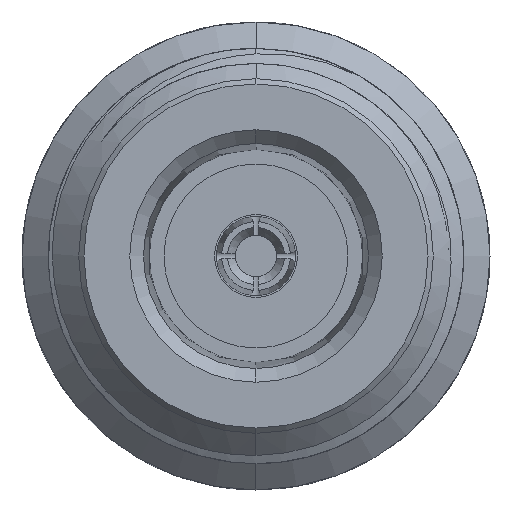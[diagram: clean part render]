
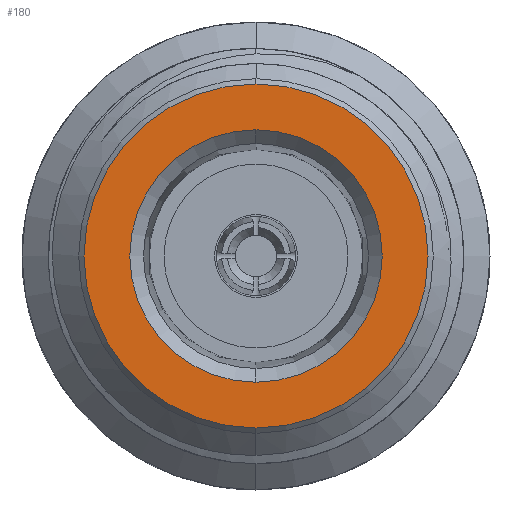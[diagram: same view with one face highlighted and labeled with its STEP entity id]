
A CAD part, left-side view. The second image highlights one B-rep face of the part: STEP entity #180.
In plain terms, the highlighted planar face has unit normal (-1, 0, 0).
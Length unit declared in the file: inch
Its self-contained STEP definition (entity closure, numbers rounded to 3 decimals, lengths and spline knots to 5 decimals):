
#180 = ADVANCED_FACE ( 'NONE', ( #1034, #1068 ), #1600, .T. ) ;
#200 = AXIS2_PLACEMENT_3D ( 'NONE', #5042, #2937, #5426 ) ;
#230 = AXIS2_PLACEMENT_3D ( 'NONE', #5230, #1312, #2740 ) ;
#509 = ORIENTED_EDGE ( 'NONE', *, *, #4331, .T. ) ;
#736 = AXIS2_PLACEMENT_3D ( 'NONE', #1928, #3790, #1362 ) ;
#945 = ORIENTED_EDGE ( 'NONE', *, *, #2524, .T. ) ;
#962 = EDGE_CURVE ( 'NONE', #2224, #5288, #1938, .T. ) ;
#1034 = FACE_BOUND ( 'NONE', #4386, .T. ) ;
#1068 = FACE_OUTER_BOUND ( 'NONE', #3239, .T. ) ;
#1154 = DIRECTION ( 'NONE',  ( 1., 0., 0. ) ) ;
#1215 = DIRECTION ( 'NONE',  ( 0., 0., 1. ) ) ;
#1312 = DIRECTION ( 'NONE',  ( -1., 0., 0. ) ) ;
#1362 = DIRECTION ( 'NONE',  ( 0., 0., 1. ) ) ;
#1600 = PLANE ( 'NONE',  #5529 ) ;
#1928 = CARTESIAN_POINT ( 'NONE',  ( 0., 0., 0. ) ) ;
#1938 = CIRCLE ( 'NONE', #200, 0.25805 ) ;
#2159 = CARTESIAN_POINT ( 'NONE',  ( 0., 0., -0.25805 ) ) ;
#2164 = CARTESIAN_POINT ( 'NONE',  ( 0., 0., 0. ) ) ;
#2224 = VERTEX_POINT ( 'NONE', #2159 ) ;
#2356 = VERTEX_POINT ( 'NONE', #3340 ) ;
#2457 = CIRCLE ( 'NONE', #736, 0.18936 ) ;
#2524 = EDGE_CURVE ( 'NONE', #2356, #2662, #2457, .T. ) ;
#2662 = VERTEX_POINT ( 'NONE', #5020 ) ;
#2740 = DIRECTION ( 'NONE',  ( 0., 0., 1. ) ) ;
#2937 = DIRECTION ( 'NONE',  ( -1., 0., 0. ) ) ;
#2973 = DIRECTION ( 'NONE',  ( -1., 0., 0. ) ) ;
#3239 = EDGE_LOOP ( 'NONE', ( #4703, #4513 ) ) ;
#3340 = CARTESIAN_POINT ( 'NONE',  ( 0., 0., -0.18936 ) ) ;
#3593 = CIRCLE ( 'NONE', #230, 0.25805 ) ;
#3790 = DIRECTION ( 'NONE',  ( 1., 0., 0. ) ) ;
#3851 = EDGE_CURVE ( 'NONE', #5288, #2224, #3593, .T. ) ;
#4331 = EDGE_CURVE ( 'NONE', #2662, #2356, #4837, .T. ) ;
#4386 = EDGE_LOOP ( 'NONE', ( #509, #945 ) ) ;
#4513 = ORIENTED_EDGE ( 'NONE', *, *, #3851, .T. ) ;
#4527 = AXIS2_PLACEMENT_3D ( 'NONE', #2164, #1154, #1215 ) ;
#4703 = ORIENTED_EDGE ( 'NONE', *, *, #962, .T. ) ;
#4837 = CIRCLE ( 'NONE', #4527, 0.18936 ) ;
#4981 = DIRECTION ( 'NONE',  ( 0., 0., 1. ) ) ;
#5020 = CARTESIAN_POINT ( 'NONE',  ( 0., 0., 0.18936 ) ) ;
#5042 = CARTESIAN_POINT ( 'NONE',  ( 0., 0., 0. ) ) ;
#5076 = CARTESIAN_POINT ( 'NONE',  ( 0., 0., 0. ) ) ;
#5230 = CARTESIAN_POINT ( 'NONE',  ( 0., 0., 0. ) ) ;
#5288 = VERTEX_POINT ( 'NONE', #5597 ) ;
#5426 = DIRECTION ( 'NONE',  ( 0., 0., 1. ) ) ;
#5529 = AXIS2_PLACEMENT_3D ( 'NONE', #5076, #2973, #4981 ) ;
#5597 = CARTESIAN_POINT ( 'NONE',  ( 0., 0., 0.25805 ) ) ;
